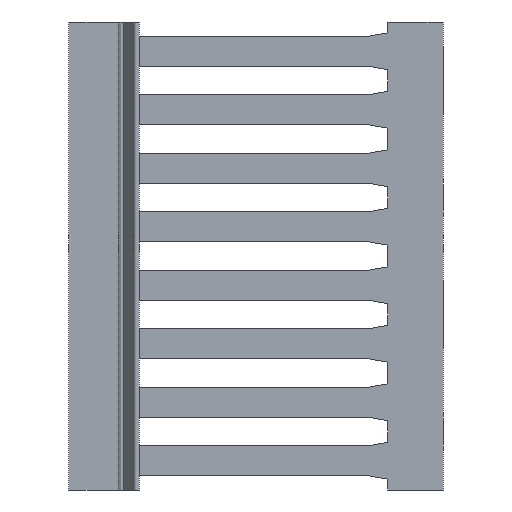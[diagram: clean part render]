
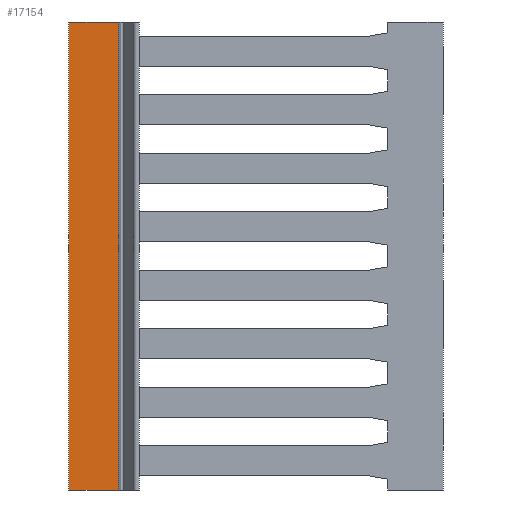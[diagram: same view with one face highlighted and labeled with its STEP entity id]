
A CAD part, left-side view. The second image highlights one B-rep face of the part: STEP entity #17154.
In plain terms, the highlighted planar face has unit normal (-1, 0, 0).
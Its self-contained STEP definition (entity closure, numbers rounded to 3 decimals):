
#16467=DIRECTION('',(0.,-1.,0.));
#16468=VECTOR('',#16467,10.591);
#16469=CARTESIAN_POINT('',(-40.,1.3,-50.));
#16470=LINE('',#16469,#16468);
#16567=DIRECTION('',(0.,1.,0.));
#16568=VECTOR('',#16567,10.591);
#16569=CARTESIAN_POINT('',(-40.,-9.291,50.));
#16570=LINE('',#16569,#16568);
#16711=DIRECTION('',(0.,0.,1.));
#16712=VECTOR('',#16711,100.);
#16713=CARTESIAN_POINT('',(-40.,1.3,-50.));
#16714=LINE('',#16713,#16712);
#16715=DIRECTION('',(0.,0.,-1.));
#16716=VECTOR('',#16715,100.);
#16717=CARTESIAN_POINT('',(-40.,-9.291,50.));
#16718=LINE('',#16717,#16716);
#16783=CARTESIAN_POINT('',(-40.,-9.291,50.));
#16784=CARTESIAN_POINT('',(-40.,-9.291,-50.));
#16785=VERTEX_POINT('',#16783);
#16786=VERTEX_POINT('',#16784);
#16791=CARTESIAN_POINT('',(-40.,1.3,-50.));
#16792=CARTESIAN_POINT('',(-40.,1.3,50.));
#16793=VERTEX_POINT('',#16791);
#16794=VERTEX_POINT('',#16792);
#17143=CARTESIAN_POINT('',(-40.,1.6,-50.));
#17144=DIRECTION('',(-1.,0.,0.));
#17145=DIRECTION('',(0.,-1.,0.));
#17146=AXIS2_PLACEMENT_3D('',#17143,#17144,#17145);
#17147=PLANE('',#17146);
#17148=ORIENTED_EDGE('',*,*,#16854,.T.);
#17149=ORIENTED_EDGE('',*,*,#16904,.F.);
#17150=ORIENTED_EDGE('',*,*,#17136,.T.);
#17151=ORIENTED_EDGE('',*,*,#16806,.F.);
#17152=EDGE_LOOP('',(#17148,#17149,#17150,#17151));
#17153=FACE_OUTER_BOUND('',#17152,.F.);
#16806=EDGE_CURVE('',#16793,#16786,#16470,.T.);
#16854=EDGE_CURVE('',#16793,#16794,#16714,.T.);
#16904=EDGE_CURVE('',#16785,#16794,#16570,.T.);
#17136=EDGE_CURVE('',#16785,#16786,#16718,.T.);
#17154=ADVANCED_FACE('',(#17153),#17147,.T.);
